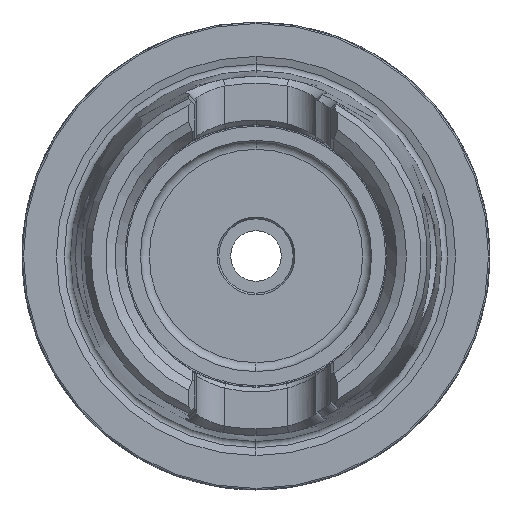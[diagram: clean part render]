
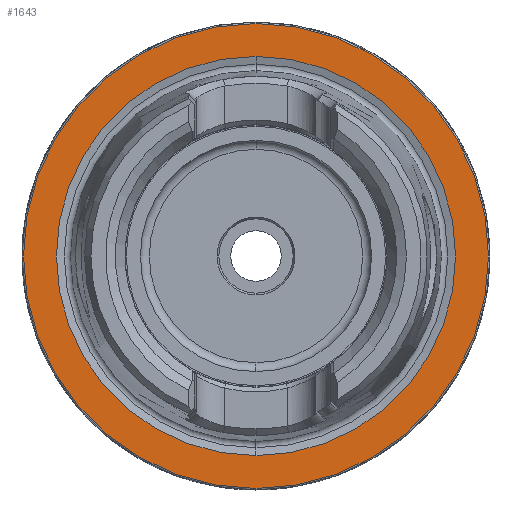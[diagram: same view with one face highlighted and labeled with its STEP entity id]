
A CAD part, left-side view. The second image highlights one B-rep face of the part: STEP entity #1643.
In plain terms, the highlighted planar face has unit normal (-1, 0, 0).
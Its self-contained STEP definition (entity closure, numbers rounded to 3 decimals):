
#60 = DIRECTION ( 'NONE',  ( 0., 0., 1. ) ) ;
#232 = DIRECTION ( 'NONE',  ( -1., 0., 0. ) ) ;
#276 = CARTESIAN_POINT ( 'NONE',  ( 0., 0., 0. ) ) ;
#324 = CIRCLE ( 'NONE', #4224, 31.275 ) ;
#1029 = DIRECTION ( 'NONE',  ( 0., 0., -1. ) ) ;
#1114 = VERTEX_POINT ( 'NONE', #9142 ) ;
#1181 = VERTEX_POINT ( 'NONE', #6023 ) ;
#1643 = ADVANCED_FACE ( 'NONE', ( #3777, #3765 ), #10333, .F. ) ;
#1789 = CARTESIAN_POINT ( 'NONE',  ( 0., 31.275, 0. ) ) ;
#2127 = EDGE_CURVE ( 'NONE', #10098, #1181, #5361, .T. ) ;
#3192 = EDGE_CURVE ( 'NONE', #1114, #7799, #10516, .T. ) ;
#3424 = DIRECTION ( 'NONE',  ( 0., 0., 1. ) ) ;
#3765 = FACE_OUTER_BOUND ( 'NONE', #8639, .T. ) ;
#3777 = FACE_BOUND ( 'NONE', #5984, .T. ) ;
#3845 = AXIS2_PLACEMENT_3D ( 'NONE', #8768, #8674, #8598 ) ;
#3992 = CARTESIAN_POINT ( 'NONE',  ( 0., 0., -26.85 ) ) ;
#4224 = AXIS2_PLACEMENT_3D ( 'NONE', #276, #232, #60 ) ;
#4266 = DIRECTION ( 'NONE',  ( 0., 0., 1. ) ) ;
#4960 = CARTESIAN_POINT ( 'NONE',  ( 0., 0., 31.275 ) ) ;
#5046 = EDGE_CURVE ( 'NONE', #7799, #1114, #324, .T. ) ;
#5156 = CIRCLE ( 'NONE', #3845, 26.85 ) ;
#5223 = DIRECTION ( 'NONE',  ( -1., 0., 0. ) ) ;
#5361 = CIRCLE ( 'NONE', #7315, 26.85 ) ;
#5686 = EDGE_CURVE ( 'NONE', #1181, #10098, #5156, .T. ) ;
#5984 = EDGE_LOOP ( 'NONE', ( #7410, #10359 ) ) ;
#6023 = CARTESIAN_POINT ( 'NONE',  ( 0., 0., 26.85 ) ) ;
#6033 = CARTESIAN_POINT ( 'NONE',  ( 0., 0., 0. ) ) ;
#6267 = AXIS2_PLACEMENT_3D ( 'NONE', #11785, #11740, #3424 ) ;
#7315 = AXIS2_PLACEMENT_3D ( 'NONE', #6033, #5223, #4266 ) ;
#7410 = ORIENTED_EDGE ( 'NONE', *, *, #5686, .F. ) ;
#7799 = VERTEX_POINT ( 'NONE', #4960 ) ;
#7872 = AXIS2_PLACEMENT_3D ( 'NONE', #1789, #10120, #1029 ) ;
#8598 = DIRECTION ( 'NONE',  ( 0., 0., 1. ) ) ;
#8639 = EDGE_LOOP ( 'NONE', ( #11560, #9362 ) ) ;
#8674 = DIRECTION ( 'NONE',  ( -1., 0., 0. ) ) ;
#8768 = CARTESIAN_POINT ( 'NONE',  ( 0., 0., 0. ) ) ;
#9142 = CARTESIAN_POINT ( 'NONE',  ( 0., 0., -31.275 ) ) ;
#9362 = ORIENTED_EDGE ( 'NONE', *, *, #3192, .T. ) ;
#10098 = VERTEX_POINT ( 'NONE', #3992 ) ;
#10120 = DIRECTION ( 'NONE',  ( 1., 0., 0. ) ) ;
#10333 = PLANE ( 'NONE',  #7872 ) ;
#10359 = ORIENTED_EDGE ( 'NONE', *, *, #2127, .F. ) ;
#10516 = CIRCLE ( 'NONE', #6267, 31.275 ) ;
#11560 = ORIENTED_EDGE ( 'NONE', *, *, #5046, .T. ) ;
#11740 = DIRECTION ( 'NONE',  ( -1., 0., 0. ) ) ;
#11785 = CARTESIAN_POINT ( 'NONE',  ( 0., 0., 0. ) ) ;
